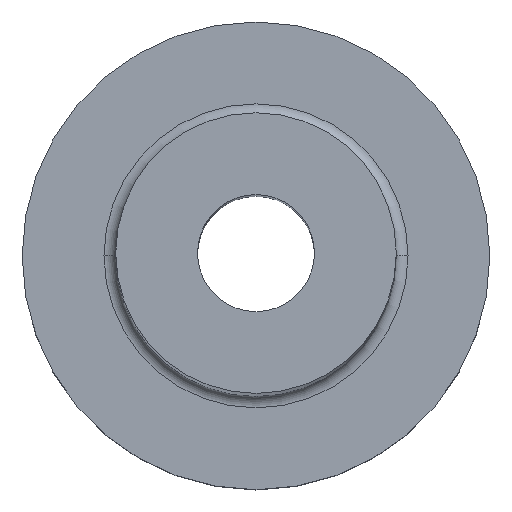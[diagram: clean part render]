
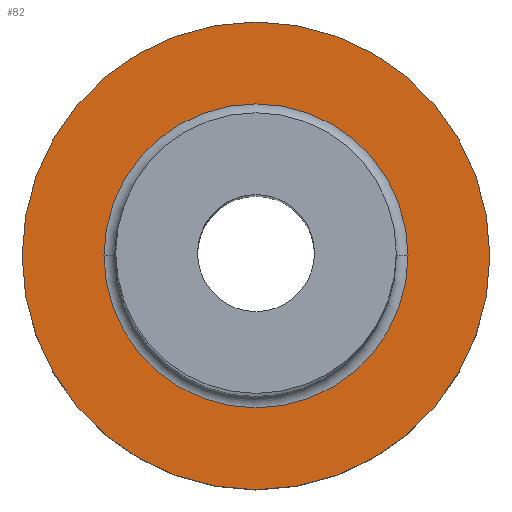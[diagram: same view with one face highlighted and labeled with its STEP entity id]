
A CAD part, top view. The second image highlights one B-rep face of the part: STEP entity #82.
In plain terms, the highlighted planar face has unit normal (0, 0, 1).
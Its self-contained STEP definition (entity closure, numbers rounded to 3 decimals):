
#14 = AXIS2_PLACEMENT_3D ( 'NONE', #443, #344, #126 ) ;
#21 = CARTESIAN_POINT ( 'NONE',  ( 10., 0., 7. ) ) ;
#28 = EDGE_CURVE ( 'NONE', #215, #304, #160, .T. ) ;
#31 = CARTESIAN_POINT ( 'NONE',  ( -10., 0., 7. ) ) ;
#44 = DIRECTION ( 'NONE',  ( 1., 0., 0. ) ) ;
#78 = CIRCLE ( 'NONE', #281, 6.5 ) ;
#82 = ADVANCED_FACE ( 'NONE', ( #236, #309 ), #305, .T. ) ;
#111 = EDGE_CURVE ( 'NONE', #334, #120, #315, .T. ) ;
#114 = EDGE_LOOP ( 'NONE', ( #139, #393 ) ) ;
#120 = VERTEX_POINT ( 'NONE', #21 ) ;
#126 = DIRECTION ( 'NONE',  ( 1., 0., 0. ) ) ;
#128 = CARTESIAN_POINT ( 'NONE',  ( 0., 0., 7. ) ) ;
#138 = EDGE_CURVE ( 'NONE', #304, #215, #78, .T. ) ;
#139 = ORIENTED_EDGE ( 'NONE', *, *, #28, .T. ) ;
#146 = AXIS2_PLACEMENT_3D ( 'NONE', #442, #154, #44 ) ;
#154 = DIRECTION ( 'NONE',  ( 0., 0., -1. ) ) ;
#160 = CIRCLE ( 'NONE', #146, 6.5 ) ;
#199 = DIRECTION ( 'NONE',  ( 1., 0., 0. ) ) ;
#215 = VERTEX_POINT ( 'NONE', #234 ) ;
#233 = AXIS2_PLACEMENT_3D ( 'NONE', #242, #381, #199 ) ;
#234 = CARTESIAN_POINT ( 'NONE',  ( 6.5, 0., 7. ) ) ;
#236 = FACE_BOUND ( 'NONE', #114, .T. ) ;
#242 = CARTESIAN_POINT ( 'NONE',  ( 0., 0., 7. ) ) ;
#271 = DIRECTION ( 'NONE',  ( 0., 0., 1. ) ) ;
#279 = CIRCLE ( 'NONE', #318, 10. ) ;
#281 = AXIS2_PLACEMENT_3D ( 'NONE', #128, #450, #454 ) ;
#304 = VERTEX_POINT ( 'NONE', #432 ) ;
#305 = PLANE ( 'NONE',  #233 ) ;
#309 = FACE_OUTER_BOUND ( 'NONE', #354, .T. ) ;
#315 = CIRCLE ( 'NONE', #14, 10. ) ;
#318 = AXIS2_PLACEMENT_3D ( 'NONE', #406, #271, #399 ) ;
#319 = ORIENTED_EDGE ( 'NONE', *, *, #111, .T. ) ;
#334 = VERTEX_POINT ( 'NONE', #31 ) ;
#344 = DIRECTION ( 'NONE',  ( 0., 0., 1. ) ) ;
#354 = EDGE_LOOP ( 'NONE', ( #319, #418 ) ) ;
#381 = DIRECTION ( 'NONE',  ( 0., 0., 1. ) ) ;
#393 = ORIENTED_EDGE ( 'NONE', *, *, #138, .T. ) ;
#399 = DIRECTION ( 'NONE',  ( 1., 0., 0. ) ) ;
#406 = CARTESIAN_POINT ( 'NONE',  ( 0., 0., 7. ) ) ;
#418 = ORIENTED_EDGE ( 'NONE', *, *, #448, .T. ) ;
#432 = CARTESIAN_POINT ( 'NONE',  ( -6.5, 0., 7. ) ) ;
#442 = CARTESIAN_POINT ( 'NONE',  ( 0., 0., 7. ) ) ;
#443 = CARTESIAN_POINT ( 'NONE',  ( 0., 0., 7. ) ) ;
#448 = EDGE_CURVE ( 'NONE', #120, #334, #279, .T. ) ;
#450 = DIRECTION ( 'NONE',  ( 0., 0., -1. ) ) ;
#454 = DIRECTION ( 'NONE',  ( 1., 0., 0. ) ) ;
